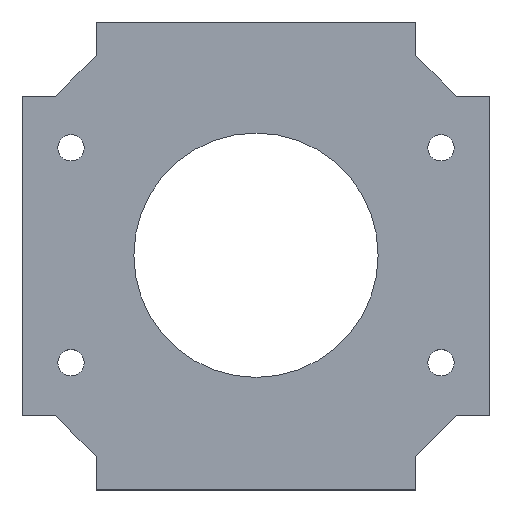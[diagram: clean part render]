
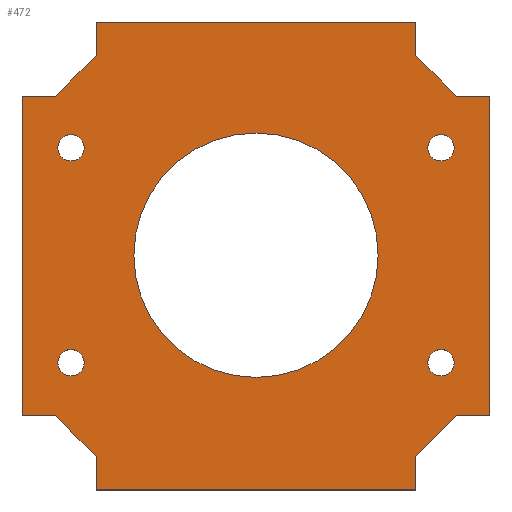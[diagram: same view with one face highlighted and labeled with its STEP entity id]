
A CAD part, top view. The second image highlights one B-rep face of the part: STEP entity #472.
In plain terms, the highlighted planar face has unit normal (0, 0, 1).
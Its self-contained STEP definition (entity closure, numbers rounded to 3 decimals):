
#15=FACE_BOUND('',#88,.T.);
#16=FACE_BOUND('',#89,.T.);
#17=FACE_BOUND('',#90,.T.);
#18=FACE_BOUND('',#91,.T.);
#19=FACE_BOUND('',#92,.T.);
#41=PLANE('',#525);
#64=FACE_OUTER_BOUND('',#87,.T.);
#87=EDGE_LOOP('',(#404,#405,#406,#407,#408,#409,#410,#411,#412,#413,#414,
#415,#416,#417,#418,#419));
#88=EDGE_LOOP('',(#420));
#89=EDGE_LOOP('',(#421));
#90=EDGE_LOOP('',(#422));
#91=EDGE_LOOP('',(#423));
#92=EDGE_LOOP('',(#424));
#106=LINE('',#686,#159);
#109=LINE('',#692,#162);
#112=LINE('',#698,#165);
#115=LINE('',#704,#168);
#118=LINE('',#710,#171);
#121=LINE('',#716,#174);
#124=LINE('',#722,#177);
#127=LINE('',#728,#180);
#130=LINE('',#734,#183);
#133=LINE('',#740,#186);
#136=LINE('',#746,#189);
#139=LINE('',#752,#192);
#142=LINE('',#758,#195);
#145=LINE('',#764,#198);
#148=LINE('',#770,#201);
#151=LINE('',#774,#204);
#159=VECTOR('',#568,10.);
#162=VECTOR('',#573,10.);
#165=VECTOR('',#578,10.);
#168=VECTOR('',#583,10.);
#171=VECTOR('',#588,10.);
#174=VECTOR('',#593,10.);
#177=VECTOR('',#598,10.);
#180=VECTOR('',#603,10.);
#183=VECTOR('',#608,10.);
#186=VECTOR('',#613,10.);
#189=VECTOR('',#618,10.);
#192=VECTOR('',#623,10.);
#195=VECTOR('',#628,10.);
#198=VECTOR('',#633,10.);
#201=VECTOR('',#638,10.);
#204=VECTOR('',#643,10.);
#205=CIRCLE('',#495,1.4);
#207=CIRCLE('',#498,1.4);
#209=CIRCLE('',#501,1.4);
#211=CIRCLE('',#504,1.4);
#213=CIRCLE('',#507,13.);
#215=VERTEX_POINT('',#650);
#217=VERTEX_POINT('',#656);
#219=VERTEX_POINT('',#662);
#221=VERTEX_POINT('',#668);
#223=VERTEX_POINT('',#674);
#227=VERTEX_POINT('',#683);
#228=VERTEX_POINT('',#685);
#230=VERTEX_POINT('',#691);
#232=VERTEX_POINT('',#697);
#234=VERTEX_POINT('',#703);
#236=VERTEX_POINT('',#709);
#238=VERTEX_POINT('',#715);
#240=VERTEX_POINT('',#721);
#242=VERTEX_POINT('',#727);
#244=VERTEX_POINT('',#733);
#246=VERTEX_POINT('',#739);
#248=VERTEX_POINT('',#745);
#250=VERTEX_POINT('',#751);
#252=VERTEX_POINT('',#757);
#254=VERTEX_POINT('',#763);
#256=VERTEX_POINT('',#769);
#257=EDGE_CURVE('',#215,#215,#205,.T.);
#260=EDGE_CURVE('',#217,#217,#207,.T.);
#263=EDGE_CURVE('',#219,#219,#209,.T.);
#266=EDGE_CURVE('',#221,#221,#211,.T.);
#269=EDGE_CURVE('',#223,#223,#213,.T.);
#274=EDGE_CURVE('',#228,#227,#106,.T.);
#277=EDGE_CURVE('',#230,#228,#109,.T.);
#280=EDGE_CURVE('',#232,#230,#112,.T.);
#283=EDGE_CURVE('',#234,#232,#115,.T.);
#286=EDGE_CURVE('',#236,#234,#118,.T.);
#289=EDGE_CURVE('',#238,#236,#121,.T.);
#292=EDGE_CURVE('',#240,#238,#124,.T.);
#295=EDGE_CURVE('',#242,#240,#127,.T.);
#298=EDGE_CURVE('',#244,#242,#130,.T.);
#301=EDGE_CURVE('',#246,#244,#133,.T.);
#304=EDGE_CURVE('',#248,#246,#136,.T.);
#307=EDGE_CURVE('',#250,#248,#139,.T.);
#310=EDGE_CURVE('',#252,#250,#142,.T.);
#313=EDGE_CURVE('',#254,#252,#145,.T.);
#316=EDGE_CURVE('',#256,#254,#148,.T.);
#319=EDGE_CURVE('',#227,#256,#151,.T.);
#404=ORIENTED_EDGE('',*,*,#319,.T.);
#405=ORIENTED_EDGE('',*,*,#316,.T.);
#406=ORIENTED_EDGE('',*,*,#313,.T.);
#407=ORIENTED_EDGE('',*,*,#310,.T.);
#408=ORIENTED_EDGE('',*,*,#307,.T.);
#409=ORIENTED_EDGE('',*,*,#304,.T.);
#410=ORIENTED_EDGE('',*,*,#301,.T.);
#411=ORIENTED_EDGE('',*,*,#298,.T.);
#412=ORIENTED_EDGE('',*,*,#295,.T.);
#413=ORIENTED_EDGE('',*,*,#292,.T.);
#414=ORIENTED_EDGE('',*,*,#289,.T.);
#415=ORIENTED_EDGE('',*,*,#286,.T.);
#416=ORIENTED_EDGE('',*,*,#283,.T.);
#417=ORIENTED_EDGE('',*,*,#280,.T.);
#418=ORIENTED_EDGE('',*,*,#277,.T.);
#419=ORIENTED_EDGE('',*,*,#274,.T.);
#420=ORIENTED_EDGE('',*,*,#269,.T.);
#421=ORIENTED_EDGE('',*,*,#266,.T.);
#422=ORIENTED_EDGE('',*,*,#263,.T.);
#423=ORIENTED_EDGE('',*,*,#260,.T.);
#424=ORIENTED_EDGE('',*,*,#257,.T.);
#472=ADVANCED_FACE('',(#64,#15,#16,#17,#18,#19),#41,.T.);
#495=AXIS2_PLACEMENT_3D('',#651,#531,#532);
#498=AXIS2_PLACEMENT_3D('',#657,#538,#539);
#501=AXIS2_PLACEMENT_3D('',#663,#545,#546);
#504=AXIS2_PLACEMENT_3D('',#669,#552,#553);
#507=AXIS2_PLACEMENT_3D('',#675,#559,#560);
#525=AXIS2_PLACEMENT_3D('',#775,#644,#645);
#531=DIRECTION('center_axis',(0.,0.,-1.));
#532=DIRECTION('ref_axis',(-1.,0.,0.));
#538=DIRECTION('center_axis',(0.,0.,-1.));
#539=DIRECTION('ref_axis',(-1.,0.,0.));
#545=DIRECTION('center_axis',(0.,0.,-1.));
#546=DIRECTION('ref_axis',(-1.,0.,0.));
#552=DIRECTION('center_axis',(0.,0.,-1.));
#553=DIRECTION('ref_axis',(-1.,0.,0.));
#559=DIRECTION('center_axis',(0.,0.,-1.));
#560=DIRECTION('ref_axis',(-1.,0.,0.));
#568=DIRECTION('',(0.,1.,0.));
#573=DIRECTION('',(1.,0.,0.));
#578=DIRECTION('',(0.,-1.,0.));
#583=DIRECTION('',(0.707,-0.707,0.));
#588=DIRECTION('',(1.,0.,0.));
#593=DIRECTION('',(0.,-1.,0.));
#598=DIRECTION('',(-1.,0.,0.));
#603=DIRECTION('',(-0.707,-0.707,0.));
#608=DIRECTION('',(0.,-1.,0.));
#613=DIRECTION('',(-1.,0.,0.));
#618=DIRECTION('',(0.,1.,0.));
#623=DIRECTION('',(-0.707,0.707,0.));
#628=DIRECTION('',(-1.,0.,0.));
#633=DIRECTION('',(0.,1.,0.));
#638=DIRECTION('',(1.,0.,0.));
#643=DIRECTION('',(0.707,0.707,0.));
#644=DIRECTION('center_axis',(0.,0.,1.));
#645=DIRECTION('ref_axis',(1.,0.,0.));
#650=CARTESIAN_POINT('',(-1.986,11.51,1.));
#651=CARTESIAN_POINT('Origin',(-3.386,11.51,1.));
#656=CARTESIAN_POINT('',(-41.356,-11.35,1.));
#657=CARTESIAN_POINT('Origin',(-42.756,-11.35,1.));
#662=CARTESIAN_POINT('',(-41.356,11.51,1.));
#663=CARTESIAN_POINT('Origin',(-42.756,11.51,1.));
#668=CARTESIAN_POINT('',(-1.986,-11.35,1.));
#669=CARTESIAN_POINT('Origin',(-3.386,-11.35,1.));
#674=CARTESIAN_POINT('',(-10.071,0.08,1.));
#675=CARTESIAN_POINT('Origin',(-23.071,0.08,1.));
#683=CARTESIAN_POINT('',(-6.113,-21.367,1.));
#685=CARTESIAN_POINT('',(-6.113,-24.9,1.));
#686=CARTESIAN_POINT('',(-6.113,-24.9,1.));
#691=CARTESIAN_POINT('',(-40.071,-24.9,1.));
#692=CARTESIAN_POINT('',(-40.071,-24.9,1.));
#697=CARTESIAN_POINT('',(-40.071,-21.325,1.));
#698=CARTESIAN_POINT('',(-40.071,-21.325,1.));
#703=CARTESIAN_POINT('',(-44.396,-17.,1.));
#704=CARTESIAN_POINT('',(-44.396,-17.,1.));
#709=CARTESIAN_POINT('',(-47.971,-17.,1.));
#710=CARTESIAN_POINT('',(-47.971,-17.,1.));
#715=CARTESIAN_POINT('',(-47.971,17.,1.));
#716=CARTESIAN_POINT('',(-47.971,17.,1.));
#721=CARTESIAN_POINT('',(-44.396,17.,1.));
#722=CARTESIAN_POINT('',(-44.396,17.,1.));
#727=CARTESIAN_POINT('',(-40.071,21.325,1.));
#728=CARTESIAN_POINT('',(-40.071,21.325,1.));
#733=CARTESIAN_POINT('',(-40.071,24.9,1.));
#734=CARTESIAN_POINT('',(-40.071,24.9,1.));
#739=CARTESIAN_POINT('',(-6.071,24.9,1.));
#740=CARTESIAN_POINT('',(-6.071,24.9,1.));
#745=CARTESIAN_POINT('',(-6.071,21.325,1.));
#746=CARTESIAN_POINT('',(-6.071,21.325,1.));
#751=CARTESIAN_POINT('',(-1.746,17.,1.));
#752=CARTESIAN_POINT('',(-1.746,17.,1.));
#757=CARTESIAN_POINT('',(1.829,17.,1.));
#758=CARTESIAN_POINT('',(1.829,17.,1.));
#763=CARTESIAN_POINT('',(1.829,-17.,1.));
#764=CARTESIAN_POINT('',(1.829,-17.,1.));
#769=CARTESIAN_POINT('',(-1.746,-17.,1.));
#770=CARTESIAN_POINT('',(-1.746,-17.,1.));
#774=CARTESIAN_POINT('',(-6.113,-21.367,1.));
#775=CARTESIAN_POINT('Origin',(-23.071,0.,
1.));
